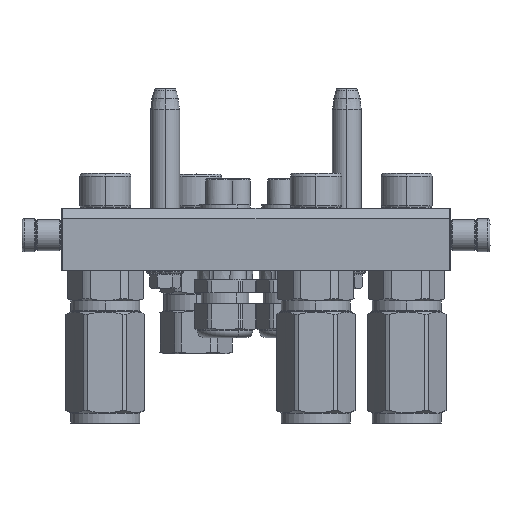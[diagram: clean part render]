
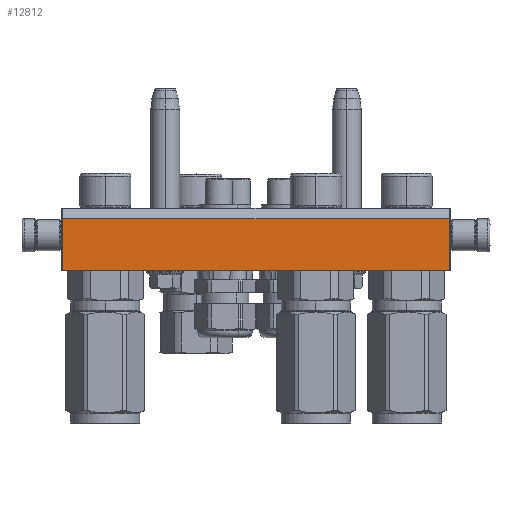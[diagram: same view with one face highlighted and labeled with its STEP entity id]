
A CAD part, left-side view. The second image highlights one B-rep face of the part: STEP entity #12812.
In plain terms, the highlighted face is planar.
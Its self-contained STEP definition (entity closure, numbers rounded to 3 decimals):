
#742 = LINE ( 'NONE', #33311, #27294 ) ;
#2894 = CARTESIAN_POINT ( 'NONE',  ( 93.5, -10., -45. ) ) ;
#5455 = VECTOR ( 'NONE', #20022, 1000. ) ;
#6539 = PLANE ( 'NONE',  #58472 ) ;
#7638 = LINE ( 'NONE', #9896, #54325 ) ;
#7807 = CARTESIAN_POINT ( 'NONE',  ( 93.5, 15., -45. ) ) ;
#9896 = CARTESIAN_POINT ( 'NONE',  ( 93.5, 15., -45. ) ) ;
#11508 = VERTEX_POINT ( 'NONE', #7807 ) ;
#12765 = FACE_OUTER_BOUND ( 'NONE', #70516, .T. ) ;
#12812 = ADVANCED_FACE ( 'NONE', ( #12765 ), #6539, .T. ) ;
#16682 = EDGE_CURVE ( 'NONE', #64083, #74397, #742, .T. ) ;
#16956 = DIRECTION ( 'NONE',  ( 1., 0., 0. ) ) ;
#19237 = ORIENTED_EDGE ( 'NONE', *, *, #33900, .T. ) ;
#20022 = DIRECTION ( 'NONE',  ( 0., 1., 0. ) ) ;
#22177 = DIRECTION ( 'NONE',  ( -1., 0., 0. ) ) ;
#26397 = ORIENTED_EDGE ( 'NONE', *, *, #44726, .F. ) ;
#27294 = VECTOR ( 'NONE', #16956, 1000. ) ;
#32008 = CARTESIAN_POINT ( 'NONE',  ( -93.5, -10., -45. ) ) ;
#32269 = CARTESIAN_POINT ( 'NONE',  ( -93.5, 15., -45. ) ) ;
#33311 = CARTESIAN_POINT ( 'NONE',  ( -93.5, -10., -45. ) ) ;
#33900 = EDGE_CURVE ( 'NONE', #64083, #35376, #53995, .T. ) ;
#35376 = VERTEX_POINT ( 'NONE', #32269 ) ;
#44726 = EDGE_CURVE ( 'NONE', #74397, #11508, #50048, .T. ) ;
#47242 = EDGE_CURVE ( 'NONE', #11508, #35376, #7638, .T. ) ;
#50048 = LINE ( 'NONE', #74294, #52745 ) ;
#52745 = VECTOR ( 'NONE', #56949, 1000. ) ;
#52876 = DIRECTION ( 'NONE',  ( -1., 0., 0. ) ) ;
#53369 = DIRECTION ( 'NONE',  ( 0., 0., -1. ) ) ;
#53995 = LINE ( 'NONE', #32008, #5455 ) ;
#54325 = VECTOR ( 'NONE', #22177, 1000. ) ;
#56283 = ORIENTED_EDGE ( 'NONE', *, *, #47242, .F. ) ;
#56949 = DIRECTION ( 'NONE',  ( 0., 1., 0. ) ) ;
#58472 = AXIS2_PLACEMENT_3D ( 'NONE', #64592, #53369, #52876 ) ;
#64083 = VERTEX_POINT ( 'NONE', #69197 ) ;
#64592 = CARTESIAN_POINT ( 'NONE',  ( 94., -15., -45. ) ) ;
#69197 = CARTESIAN_POINT ( 'NONE',  ( -93.5, -10., -45. ) ) ;
#69593 = ORIENTED_EDGE ( 'NONE', *, *, #16682, .F. ) ;
#70516 = EDGE_LOOP ( 'NONE', ( #56283, #26397, #69593, #19237 ) ) ;
#74294 = CARTESIAN_POINT ( 'NONE',  ( 93.5, -10., -45. ) ) ;
#74397 = VERTEX_POINT ( 'NONE', #2894 ) ;
